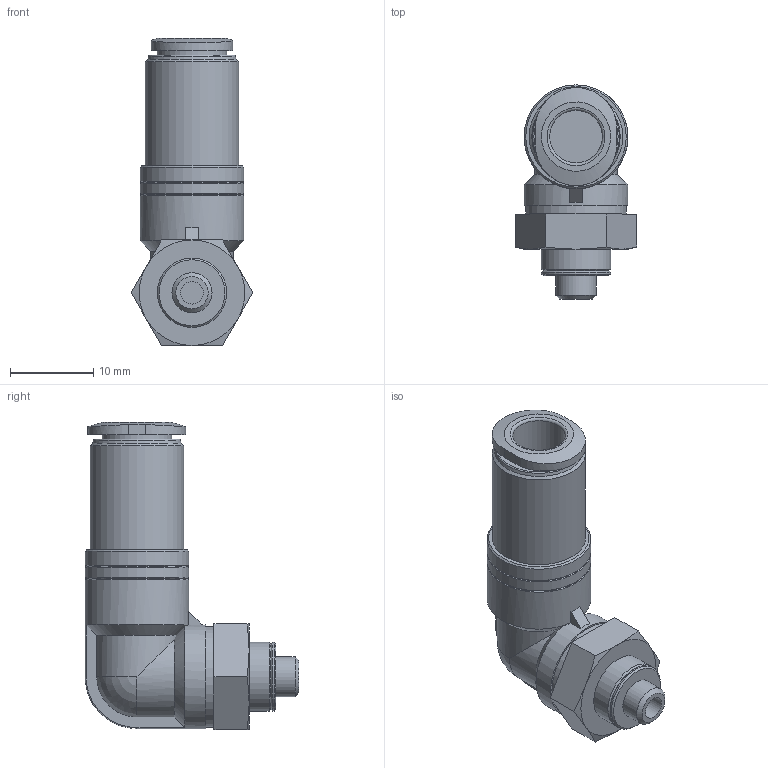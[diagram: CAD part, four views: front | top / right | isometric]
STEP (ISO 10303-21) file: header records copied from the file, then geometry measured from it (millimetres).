
FILE_DESCRIPTION(/* description */ ('STEP AP214'),/* implementation_level */ '2;1');
FILE_NAME(/* name */ '190740_QSMKL-10-32-UNF-1_4-U',/* time_stamp */ '2024-09-14T12:29:54+02:00',/* author */ ('License CC BY-ND 4.0'),/* organization */ ('CADENAS'),/* preprocessor_version */ 'ST-DEVELOPER v19.3',/* originating_system */ 'PARTsolutions',/* authorisation */ ' ');
FILE_SCHEMA (('AUTOMOTIVE_DESIGN {1 0 10303 214 3 1 1}'));
Length unit declared in the file: millimetre
Products named in the file (1): 190740 QSMKL-10-32-UNF-1/4-U
Bounding box: 14.66 x 25.75 x 36.95 mm (x, y, z)
Volume: 4393.7 mm3; surface area: 2428.9 mm2
Topology: 1 solids, 1 shells, 69 faces, 154 edges, 94 vertices
Faces by surface type: plane 24, cone 22, cylinder 18, sphere 3, torus 2
Full cylindrical faces by diameter (mm): 2.733 x1, 4.826 x1, 6.35 x1, 8.333 x2, 8.35 x1, 11.25 x1, 12.1 x1, 12.5 x4
Entity records: 1800 total; most frequent: CARTESIAN_POINT 374, DIRECTION 298, ORIENTED_EDGE 246, AXIS2_PLACEMENT_3D 133, EDGE_CURVE 123, EDGE_LOOP 104, FACE_BOUND 104, VERTEX_POINT 91
